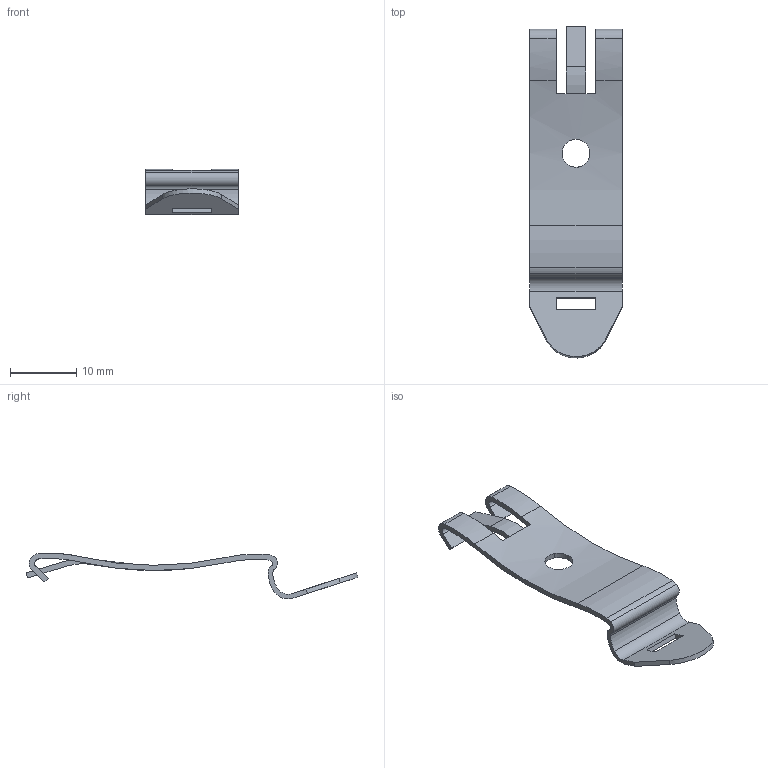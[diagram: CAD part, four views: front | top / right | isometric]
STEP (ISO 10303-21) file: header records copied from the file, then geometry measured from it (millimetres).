
FILE_DESCRIPTION(('CATIA V5 STEP Exchange','CAx-IF Rec.Pracs.--- Model Styling and Organization---1.4--- 2014-01-23'),'2;1');
FILE_NAME ('019697-1_3', '2023-08-01T05:11:36+00:00', ('none'), ('Weidmueller'), 'CATIA Version 5-6 Release 2016 SP3 HF44', 'CATIA V5 STEP AP214', 'none');
FILE_SCHEMA(('AUTOMOTIVE_DESIGN { 1 0 10303 214 1 1 1 1 }'));
Length unit declared in the file: millimetre
Products named in the file (1): 1724580000
Bounding box: 14 x 50.19 x 6.9 mm (x, y, z)
Volume: 551.8 mm3; surface area: 1602.1 mm2
Topology: 1 solids, 1 shells, 52 faces, 148 edges, 98 vertices
Faces by surface type: cylinder 27, plane 25
Entity records: 1726 total; most frequent: CARTESIAN_POINT 380, ORIENTED_EDGE 296, DIRECTION 228, EDGE_CURVE 148, AXIS2_PLACEMENT_3D 98, VERTEX_POINT 98, VECTOR 88, LINE 88
